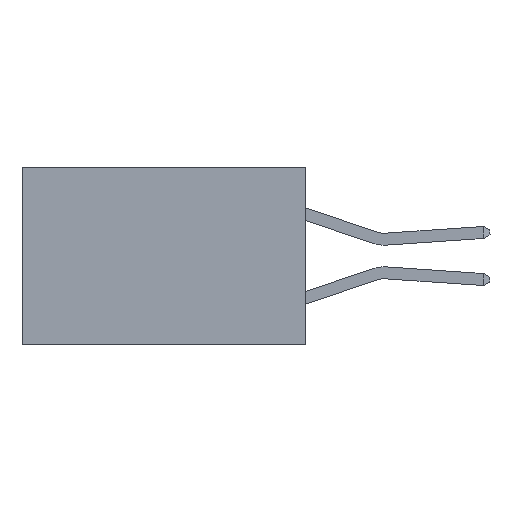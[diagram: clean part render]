
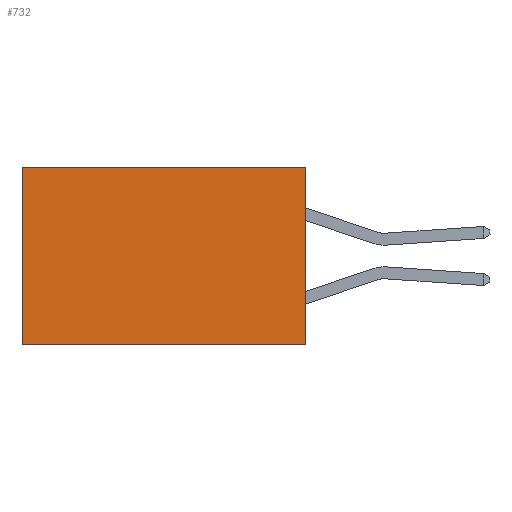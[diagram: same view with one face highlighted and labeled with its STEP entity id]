
A CAD part, left-side view. The second image highlights one B-rep face of the part: STEP entity #732.
In plain terms, the highlighted planar face has unit normal (-1, 0, 0).
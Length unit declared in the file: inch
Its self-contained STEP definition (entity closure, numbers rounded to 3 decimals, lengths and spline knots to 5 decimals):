
#732 = ADVANCED_FACE ( 'NONE', ( #27153 ), #13349, .F. ) ;
#1745 = DIRECTION ( 'NONE',  ( 0., 0., -1. ) ) ;
#5193 = DIRECTION ( 'NONE',  ( 0., 0., -1. ) ) ;
#5228 = VECTOR ( 'NONE', #8608, 39.37008 ) ;
#6249 = DIRECTION ( 'NONE',  ( 0., 1., 0. ) ) ;
#6550 = EDGE_CURVE ( 'NONE', #22169, #15770, #28995, .T. ) ;
#7183 = LINE ( 'NONE', #10916, #12682 ) ;
#7342 = VERTEX_POINT ( 'NONE', #24652 ) ;
#8608 = DIRECTION ( 'NONE',  ( 0., 1., 0. ) ) ;
#8845 = CARTESIAN_POINT ( 'NONE',  ( 0.277, 0., -0.37 ) ) ;
#9365 = EDGE_CURVE ( 'NONE', #7342, #10938, #7183, .T. ) ;
#10676 = ORIENTED_EDGE ( 'NONE', *, *, #9365, .T. ) ;
#10916 = CARTESIAN_POINT ( 'NONE',  ( 0.277, 0., 0. ) ) ;
#10938 = VERTEX_POINT ( 'NONE', #14597 ) ;
#11323 = AXIS2_PLACEMENT_3D ( 'NONE', #28780, #29248, #5193 ) ;
#11584 = DIRECTION ( 'NONE',  ( 0., 0., -1. ) ) ;
#12682 = VECTOR ( 'NONE', #6249, 39.37008 ) ;
#13349 = PLANE ( 'NONE',  #11323 ) ;
#14597 = CARTESIAN_POINT ( 'NONE',  ( 0.277, 0.59, 0. ) ) ;
#14966 = LINE ( 'NONE', #29328, #25712 ) ;
#14975 = EDGE_LOOP ( 'NONE', ( #28863, #24312, #15421, #10676 ) ) ;
#15421 = ORIENTED_EDGE ( 'NONE', *, *, #18061, .F. ) ;
#15770 = VERTEX_POINT ( 'NONE', #28900 ) ;
#16352 = VECTOR ( 'NONE', #11584, 39.37008 ) ;
#18061 = EDGE_CURVE ( 'NONE', #7342, #22169, #14966, .T. ) ;
#22169 = VERTEX_POINT ( 'NONE', #25100 ) ;
#23138 = CARTESIAN_POINT ( 'NONE',  ( 0.277, 0.59, -0.37 ) ) ;
#23236 = LINE ( 'NONE', #23138, #16352 ) ;
#24000 = EDGE_CURVE ( 'NONE', #10938, #15770, #23236, .T. ) ;
#24312 = ORIENTED_EDGE ( 'NONE', *, *, #6550, .F. ) ;
#24652 = CARTESIAN_POINT ( 'NONE',  ( 0.277, 0., 0. ) ) ;
#25100 = CARTESIAN_POINT ( 'NONE',  ( 0.277, 0., -0.37 ) ) ;
#25712 = VECTOR ( 'NONE', #1745, 39.37008 ) ;
#27153 = FACE_OUTER_BOUND ( 'NONE', #14975, .T. ) ;
#28780 = CARTESIAN_POINT ( 'NONE',  ( 0.277, 0., -0.37 ) ) ;
#28863 = ORIENTED_EDGE ( 'NONE', *, *, #24000, .T. ) ;
#28900 = CARTESIAN_POINT ( 'NONE',  ( 0.277, 0.59, -0.37 ) ) ;
#28995 = LINE ( 'NONE', #8845, #5228 ) ;
#29248 = DIRECTION ( 'NONE',  ( 1., 0., 0. ) ) ;
#29328 = CARTESIAN_POINT ( 'NONE',  ( 0.277, 0., -0.37 ) ) ;
